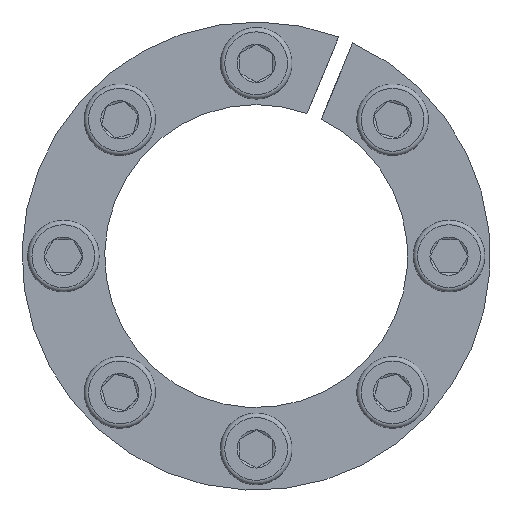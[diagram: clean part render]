
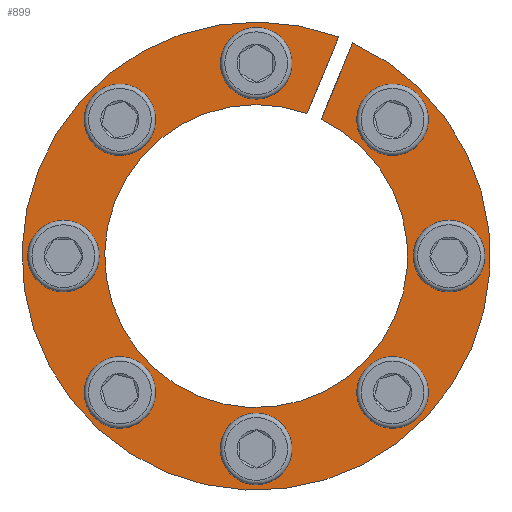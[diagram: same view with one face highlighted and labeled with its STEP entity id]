
A CAD part, front view. The second image highlights one B-rep face of the part: STEP entity #899.
In plain terms, the highlighted planar face has unit normal (0, -1, 0).
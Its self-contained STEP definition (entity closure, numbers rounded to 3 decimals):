
#153=PLANE('',#958);
#196=VECTOR('',#1097,1.);
#200=VECTOR('',#1118,1.);
#224=LINE('',#1382,#196);
#228=LINE('',#1404,#200);
#257=VERTEX_POINT('',#1381);
#258=VERTEX_POINT('',#1383);
#261=VERTEX_POINT('',#1391);
#262=VERTEX_POINT('',#1395);
#263=VERTEX_POINT('',#1397);
#264=VERTEX_POINT('',#1399);
#265=VERTEX_POINT('',#1401);
#266=VERTEX_POINT('',#1403);
#267=VERTEX_POINT('',#1406);
#268=VERTEX_POINT('',#1408);
#269=VERTEX_POINT('',#1410);
#270=VERTEX_POINT('',#1412);
#326=CIRCLE('',#957,27.5);
#327=CIRCLE('',#959,4.);
#328=CIRCLE('',#960,4.);
#329=CIRCLE('',#961,4.);
#330=CIRCLE('',#962,4.);
#331=CIRCLE('',#963,42.5);
#332=CIRCLE('',#964,4.);
#333=CIRCLE('',#965,4.);
#334=CIRCLE('',#966,4.);
#335=CIRCLE('',#967,4.);
#393=EDGE_CURVE('',#257,#258,#224,.T.);
#397=EDGE_CURVE('',#258,#261,#326,.T.);
#399=EDGE_CURVE('',#262,#262,#327,.T.);
#400=EDGE_CURVE('',#263,#263,#328,.T.);
#401=EDGE_CURVE('',#264,#264,#329,.T.);
#402=EDGE_CURVE('',#265,#265,#330,.T.);
#403=EDGE_CURVE('',#257,#266,#331,.T.);
#404=EDGE_CURVE('',#261,#266,#228,.T.);
#405=EDGE_CURVE('',#267,#267,#332,.T.);
#406=EDGE_CURVE('',#268,#268,#333,.T.);
#407=EDGE_CURVE('',#269,#269,#334,.T.);
#408=EDGE_CURVE('',#270,#270,#335,.T.);
#499=ORIENTED_EDGE('',*,*,#399,.T.);
#500=ORIENTED_EDGE('',*,*,#400,.T.);
#501=ORIENTED_EDGE('',*,*,#401,.T.);
#502=ORIENTED_EDGE('',*,*,#402,.T.);
#503=ORIENTED_EDGE('',*,*,#397,.F.);
#504=ORIENTED_EDGE('',*,*,#393,.F.);
#505=ORIENTED_EDGE('',*,*,#403,.T.);
#506=ORIENTED_EDGE('',*,*,#404,.F.);
#507=ORIENTED_EDGE('',*,*,#405,.T.);
#508=ORIENTED_EDGE('',*,*,#406,.T.);
#509=ORIENTED_EDGE('',*,*,#407,.T.);
#510=ORIENTED_EDGE('',*,*,#408,.T.);
#675=EDGE_LOOP('',(#499));
#676=EDGE_LOOP('',(#500));
#677=EDGE_LOOP('',(#501));
#678=EDGE_LOOP('',(#502));
#679=EDGE_LOOP('',(#503,#504,#505,#506));
#680=EDGE_LOOP('',(#507));
#681=EDGE_LOOP('',(#508));
#682=EDGE_LOOP('',(#509));
#683=EDGE_LOOP('',(#510));
#787=FACE_BOUND('',#675,.T.);
#788=FACE_BOUND('',#676,.T.);
#789=FACE_BOUND('',#677,.T.);
#790=FACE_BOUND('',#678,.T.);
#791=FACE_BOUND('',#679,.T.);
#792=FACE_BOUND('',#680,.T.);
#793=FACE_BOUND('',#681,.T.);
#794=FACE_BOUND('',#682,.T.);
#795=FACE_BOUND('',#683,.T.);
#899=ADVANCED_FACE('',(#787,#788,#789,#790,#791,#792,#793,#794,#795),#153,
 .F.);
#957=AXIS2_PLACEMENT_3D('',#1390,#1104,#1105);
#958=AXIS2_PLACEMENT_3D('',#1393,#1107,$);
#959=AXIS2_PLACEMENT_3D('',#1394,#1108,#1109);
#960=AXIS2_PLACEMENT_3D('',#1396,#1110,#1111);
#961=AXIS2_PLACEMENT_3D('',#1398,#1112,#1113);
#962=AXIS2_PLACEMENT_3D('',#1400,#1114,#1115);
#963=AXIS2_PLACEMENT_3D('',#1402,#1116,#1117);
#964=AXIS2_PLACEMENT_3D('',#1405,#1119,#1120);
#965=AXIS2_PLACEMENT_3D('',#1407,#1121,#1122);
#966=AXIS2_PLACEMENT_3D('',#1409,#1123,#1124);
#967=AXIS2_PLACEMENT_3D('',#1411,#1125,#1126);
#1097=DIRECTION('',(-0.383,0.,-0.924));
#1104=DIRECTION('',(0.,-1.,0.));
#1105=DIRECTION('',(0.,0.,-27.5));
#1107=DIRECTION('',(0.,1.,0.));
#1108=DIRECTION('',(0.,1.,0.));
#1109=DIRECTION('',(0.,0.,4.));
#1110=DIRECTION('',(0.,1.,0.));
#1111=DIRECTION('',(-4.,0.,0.));
#1112=DIRECTION('',(0.,1.,0.));
#1113=DIRECTION('',(0.,0.,-4.));
#1114=DIRECTION('',(0.,1.,0.));
#1115=DIRECTION('',(4.,0.,0.));
#1116=DIRECTION('',(0.,-1.,0.));
#1117=DIRECTION('',(0.,0.,-42.5));
#1118=DIRECTION('',(0.383,0.,0.924));
#1119=DIRECTION('',(0.,1.,0.));
#1120=DIRECTION('',(2.828,0.,-2.828));
#1121=DIRECTION('',(0.,1.,0.));
#1122=DIRECTION('',(-2.828,0.,-2.828));
#1123=DIRECTION('',(0.,1.,0.));
#1124=DIRECTION('',(-2.828,0.,2.828));
#1125=DIRECTION('',(0.,1.,0.));
#1126=DIRECTION('',(2.828,0.,2.828));
#1381=CARTESIAN_POINT('',(14.968,0.,39.777));
#1382=CARTESIAN_POINT('',(14.977,0.,39.798));
#1383=CARTESIAN_POINT('',(9.223,0.,25.907));
#1390=CARTESIAN_POINT('',(0.,0.,0.));
#1391=CARTESIAN_POINT('',(11.798,0.,24.841));
#1393=CARTESIAN_POINT('',(0.,0.,42.5));
#1394=CARTESIAN_POINT('',(-35.,0.,0.));
#1395=CARTESIAN_POINT('',(-35.,0.,4.));
#1396=CARTESIAN_POINT('',(0.,0.,-35.));
#1397=CARTESIAN_POINT('',(-4.,0.,-35.));
#1398=CARTESIAN_POINT('',(35.,0.,0.));
#1399=CARTESIAN_POINT('',(35.,0.,-4.));
#1400=CARTESIAN_POINT('',(0.,0.,35.));
#1401=CARTESIAN_POINT('',(4.,0.,35.));
#1402=CARTESIAN_POINT('',(0.,0.,0.));
#1403=CARTESIAN_POINT('',(17.543,0.,38.711));
#1404=CARTESIAN_POINT('',(11.798,0.,24.841));
#1405=CARTESIAN_POINT('',(24.749,0.,24.749));
#1406=CARTESIAN_POINT('',(27.577,0.,21.92));
#1407=CARTESIAN_POINT('',(24.749,0.,-24.749));
#1408=CARTESIAN_POINT('',(21.92,0.,-27.577));
#1409=CARTESIAN_POINT('',(-24.749,0.,-24.749));
#1410=CARTESIAN_POINT('',(-27.577,0.,-21.92));
#1411=CARTESIAN_POINT('',(-24.749,0.,24.749));
#1412=CARTESIAN_POINT('',(-21.92,0.,27.577));
